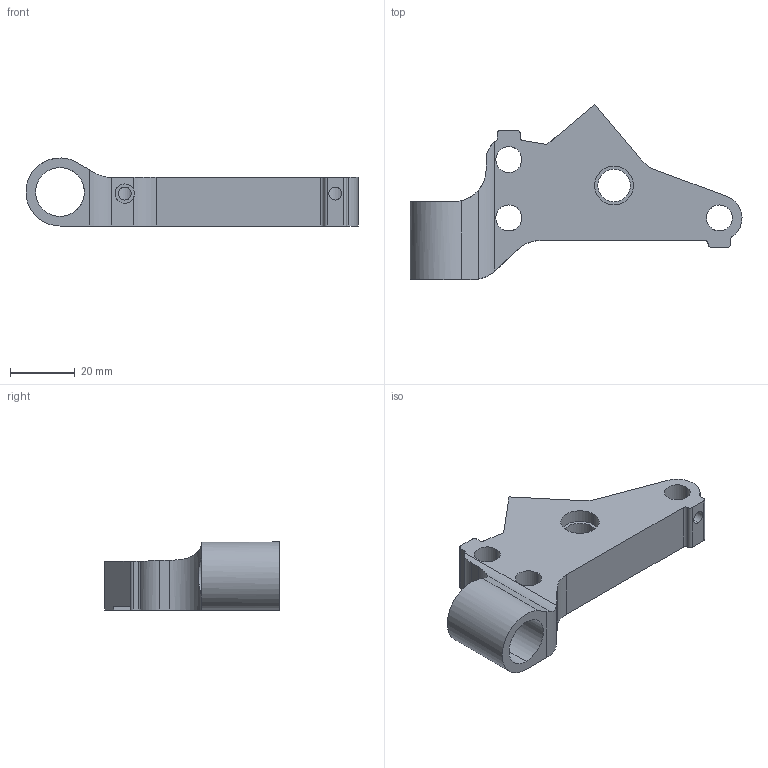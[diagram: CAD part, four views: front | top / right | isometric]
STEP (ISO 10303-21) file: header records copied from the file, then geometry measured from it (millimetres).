
FILE_DESCRIPTION (( 'STEP AP214' ), '1' );
FILE_NAME ('horisontal_slider_lower.STEP', '2025-01-12T00:02:25', ( '' ), ( '' ), 'SwSTEP 2.0', 'SolidWorks 2024', '' );
FILE_SCHEMA (( 'AUTOMOTIVE_DESIGN' ));
Length unit declared in the file: millimetre
Products named in the file (1): horisontal_slider_lower
Bounding box: 102.49 x 54 x 20.99 mm (x, y, z)
Volume: 35002.4 mm3; surface area: 12187.3 mm2
Topology: 1 solids, 1 shells, 78 faces, 220 edges, 146 vertices
Faces by surface type: cylinder 40, plane 38
Entity records: 2821 total; most frequent: CARTESIAN_POINT 712, ORIENTED_EDGE 440, DIRECTION 431, EDGE_CURVE 220, AXIS2_PLACEMENT_3D 149, VERTEX_POINT 146, VECTOR 133, LINE 133
